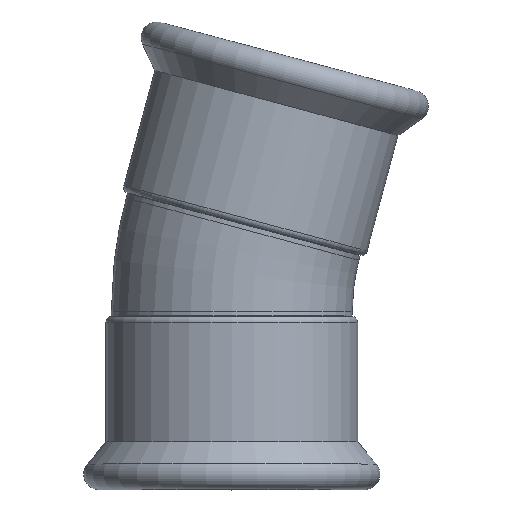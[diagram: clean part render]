
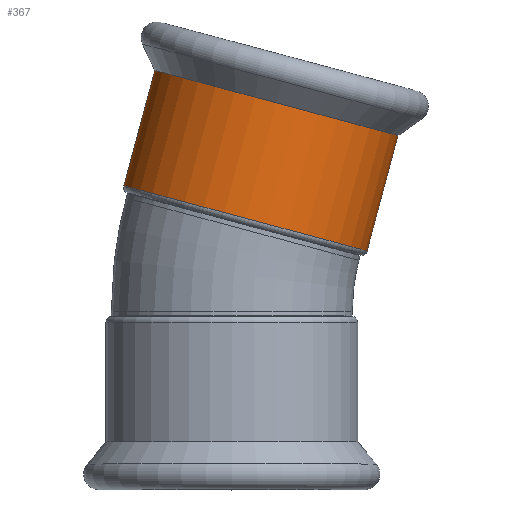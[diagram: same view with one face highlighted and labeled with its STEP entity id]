
A CAD part, top view. The second image highlights one B-rep face of the part: STEP entity #367.
In plain terms, the highlighted cylindrical face has radius 56.4 mm (diameter 112.8 mm), a full revolution.
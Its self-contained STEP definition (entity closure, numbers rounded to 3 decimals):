
#80=FACE_OUTER_BOUND($,#162,.T.);
#92=CYLINDRICAL_SURFACE($,#424,56.4);
#114=FACE_BOUND($,#163,.T.);
#162=EDGE_LOOP($,(#325));
#163=EDGE_LOOP($,(#326));
#194=CIRCLE($,#423,56.4);
#195=CIRCLE($,#425,56.4);
#225=VERTEX_POINT($,#654);
#226=VERTEX_POINT($,#657);
#260=EDGE_CURVE($,#225,#225,#194,.T.);
#261=EDGE_CURVE($,#226,#226,#195,.T.);
#325=ORIENTED_EDGE($,*,*,#261,.F.);
#326=ORIENTED_EDGE($,*,*,#260,.T.);
#367=ADVANCED_FACE($,(#80,#114),#92,.T.);
#423=AXIS2_PLACEMENT_3D($,#655,#541,#542);
#424=AXIS2_PLACEMENT_3D($,#656,#543,#544);
#425=AXIS2_PLACEMENT_3D($,#658,#545,#546);
#541=DIRECTION('center_axis',(-1.,0.,0.));
#542=DIRECTION('ref_axis',(0.,0.,1.));
#543=DIRECTION('center_axis',(-1.,0.,0.));
#544=DIRECTION('ref_axis',(0.,0.,1.));
#545=DIRECTION('center_axis',(-1.,0.,0.));
#546=DIRECTION('ref_axis',(0.,0.,1.));
#654=CARTESIAN_POINT('',(75.,0.,56.4));
#655=CARTESIAN_POINT('Origin',(75.,0.,0.));
#656=CARTESIAN_POINT('Origin',(48.233,0.,0.));
#657=CARTESIAN_POINT('',(21.465,0.,56.4));
#658=CARTESIAN_POINT('Origin',(21.465,0.,0.));
